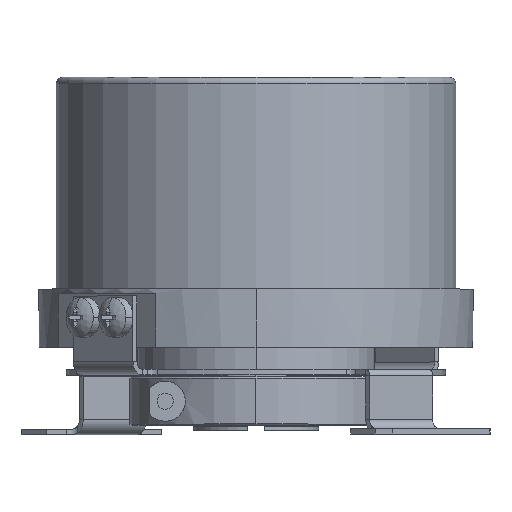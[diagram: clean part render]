
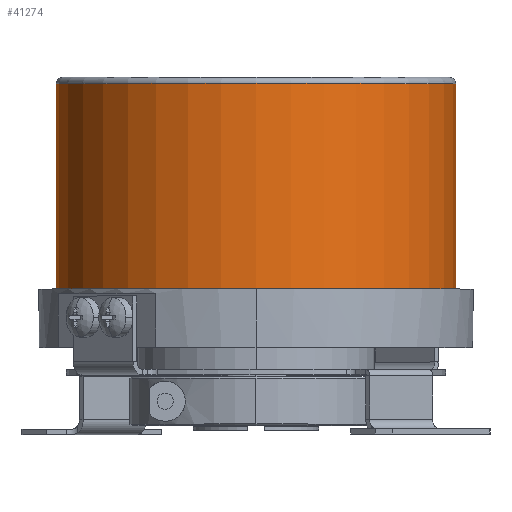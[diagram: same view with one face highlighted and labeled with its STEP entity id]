
A CAD part, top view. The second image highlights one B-rep face of the part: STEP entity #41274.
In plain terms, the highlighted cylindrical face has radius 25.3 mm (diameter 50.6 mm), a partial arc.
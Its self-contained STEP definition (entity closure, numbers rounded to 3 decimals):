
#117 = CARTESIAN_POINT ( 'NONE',  ( -21.637, 33.356, 50.8 ) ) ;
#461 = DIRECTION ( 'NONE',  ( 0., 1., 0. ) ) ;
#662 = CARTESIAN_POINT ( 'NONE',  ( -21.637, 6.556, 50.8 ) ) ;
#1926 = CYLINDRICAL_SURFACE ( 'NONE', #46103, 25.3 ) ;
#2001 = EDGE_CURVE ( 'NONE', #21566, #37808, #15026, .T. ) ;
#2862 = DIRECTION ( 'NONE',  ( 0., -1., 0. ) ) ;
#3616 = DIRECTION ( 'NONE',  ( 0., -1., 0. ) ) ;
#6017 = ORIENTED_EDGE ( 'NONE', *, *, #27805, .T. ) ;
#6250 = DIRECTION ( 'NONE',  ( 1., 0., 0. ) ) ;
#7547 = CARTESIAN_POINT ( 'NONE',  ( 28.963, 32.556, 50.8 ) ) ;
#8297 = DIRECTION ( 'NONE',  ( 1., 0., 0. ) ) ;
#8433 = EDGE_CURVE ( 'NONE', #34225, #37808, #11721, .T. ) ;
#10017 = DIRECTION ( 'NONE',  ( 0., -1., 0. ) ) ;
#11721 = LINE ( 'NONE', #39190, #32109 ) ;
#15026 = CIRCLE ( 'NONE', #43996, 25.3 ) ;
#15380 = ORIENTED_EDGE ( 'NONE', *, *, #8433, .F. ) ;
#18937 = AXIS2_PLACEMENT_3D ( 'NONE', #26715, #2862, #6250 ) ;
#19593 = VERTEX_POINT ( 'NONE', #48775 ) ;
#19936 = CARTESIAN_POINT ( 'NONE',  ( 3.663, 6.556, 50.8 ) ) ;
#21566 = VERTEX_POINT ( 'NONE', #662 ) ;
#22330 = ORIENTED_EDGE ( 'NONE', *, *, #34117, .T. ) ;
#26715 = CARTESIAN_POINT ( 'NONE',  ( 3.663, 32.556, 50.8 ) ) ;
#27805 = EDGE_CURVE ( 'NONE', #19593, #21566, #36448, .T. ) ;
#29575 = ORIENTED_EDGE ( 'NONE', *, *, #2001, .T. ) ;
#31772 = DIRECTION ( 'NONE',  ( 0., -1., 0. ) ) ;
#32109 = VECTOR ( 'NONE', #3616, 1000. ) ;
#33837 = DIRECTION ( 'NONE',  ( -1., 0., 0. ) ) ;
#34117 = EDGE_CURVE ( 'NONE', #34225, #19593, #37185, .T. ) ;
#34225 = VERTEX_POINT ( 'NONE', #7547 ) ;
#34370 = FACE_OUTER_BOUND ( 'NONE', #43580, .T. ) ;
#36448 = LINE ( 'NONE', #117, #46153 ) ;
#37185 = CIRCLE ( 'NONE', #18937, 25.3 ) ;
#37808 = VERTEX_POINT ( 'NONE', #38614 ) ;
#38614 = CARTESIAN_POINT ( 'NONE',  ( 28.963, 6.556, 50.8 ) ) ;
#39190 = CARTESIAN_POINT ( 'NONE',  ( 28.963, 33.356, 50.8 ) ) ;
#41274 = ADVANCED_FACE ( 'NONE', ( #34370 ), #1926, .T. ) ;
#43580 = EDGE_LOOP ( 'NONE', ( #15380, #22330, #6017, #29575 ) ) ;
#43996 = AXIS2_PLACEMENT_3D ( 'NONE', #19936, #461, #8297 ) ;
#45486 = CARTESIAN_POINT ( 'NONE',  ( 3.663, 33.356, 50.8 ) ) ;
#46103 = AXIS2_PLACEMENT_3D ( 'NONE', #45486, #10017, #33837 ) ;
#46153 = VECTOR ( 'NONE', #31772, 1000. ) ;
#48775 = CARTESIAN_POINT ( 'NONE',  ( -21.637, 32.556, 50.8 ) ) ;
